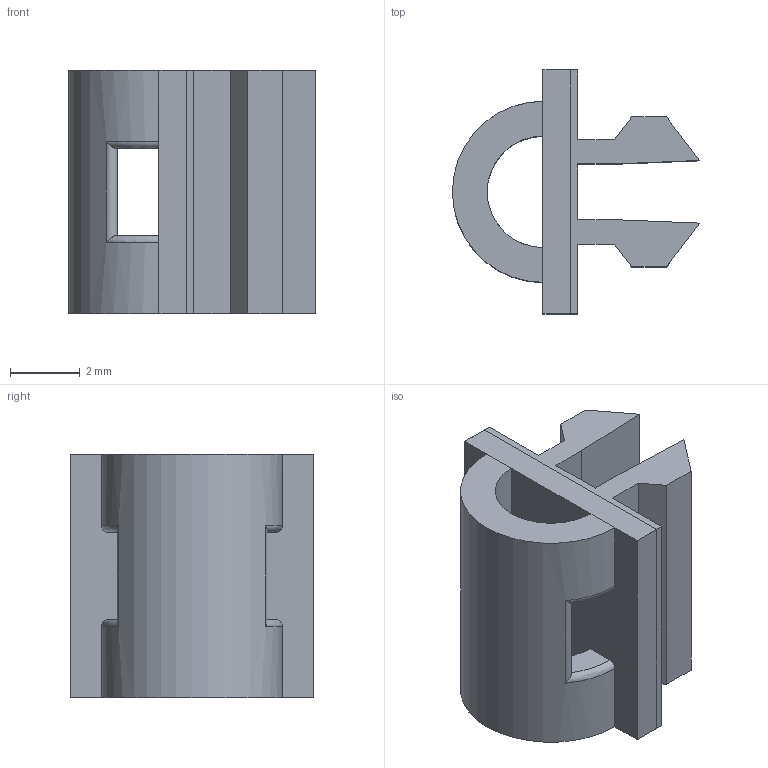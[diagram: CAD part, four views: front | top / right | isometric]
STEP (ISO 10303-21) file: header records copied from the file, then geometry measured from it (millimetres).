
FILE_DESCRIPTION(/* description */ (''),/* implementation_level */ '2;1');
FILE_NAME(/* name */ '1515_SnapIn_ZipTie_Makerbeam v3.step',/* time_stamp */ '2020-11-04T09:08:40+01:00',/* author */ (''),/* organization */ (''),/* preprocessor_version */ 'ST-DEVELOPER v18.1',/* originating_system */ 'Autodesk Translation Framework v9.3.0.1241',/* authorisation */ '');
FILE_SCHEMA (('AUTOMOTIVE_DESIGN { 1 0 10303 214 3 1 1 }'));
Length unit declared in the file: millimetre
Products named in the file (2): 1515_SnapIn_ZipTie_Makerbeam; 1515_SnapIn_Makerbeam
Assembly tree (1 placements, depth 2):
  1515_SnapIn_ZipTie_Makerbeam
    1515_SnapIn_Makerbeam
Bounding box: 7.1 x 7 x 7 mm (x, y, z)
Volume: 172 mm3; surface area: 453.6 mm2
Topology: 2 solids, 2 shells, 40 faces, 120 edges, 80 vertices
Faces by surface type: plane 32, cylinder 4, torus 4
Entity records: 1462 total; most frequent: CARTESIAN_POINT 299, ORIENTED_EDGE 240, DIRECTION 226, EDGE_CURVE 120, LINE 92, VECTOR 92, VERTEX_POINT 80, AXIS2_PLACEMENT_3D 67
